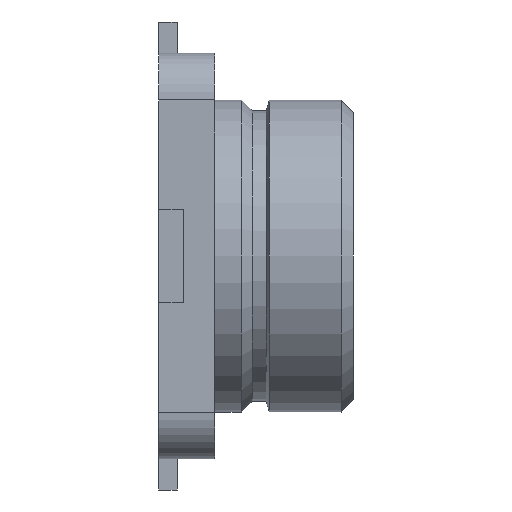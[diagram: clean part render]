
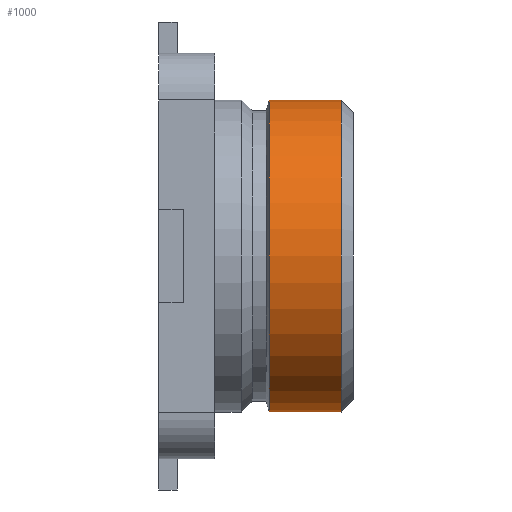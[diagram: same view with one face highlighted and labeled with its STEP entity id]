
A CAD part, front view. The second image highlights one B-rep face of the part: STEP entity #1000.
In plain terms, the highlighted cylindrical face has radius 1 mm (diameter 2 mm), a partial arc.
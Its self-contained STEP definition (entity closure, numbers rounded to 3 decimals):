
#95 = AXIS2_PLACEMENT_3D ( 'NONE', #743, #456, #1291 ) ;
#124 = AXIS2_PLACEMENT_3D ( 'NONE', #431, #580, #978 ) ;
#140 = DIRECTION ( 'NONE',  ( 0., 0., 1. ) ) ;
#286 = EDGE_CURVE ( 'NONE', #1492, #814, #1404, .T. ) ;
#399 = CIRCLE ( 'NONE', #879, 1. ) ;
#431 = CARTESIAN_POINT ( 'NONE',  ( -63.907, 17.681, 0. ) ) ;
#456 = DIRECTION ( 'NONE',  ( -1., 0., 0. ) ) ;
#462 = CYLINDRICAL_SURFACE ( 'NONE', #124, 1. ) ;
#530 = VERTEX_POINT ( 'NONE', #549 ) ;
#534 = CARTESIAN_POINT ( 'NONE',  ( -63.907, 17.681, 0. ) ) ;
#549 = CARTESIAN_POINT ( 'NONE',  ( -64.367, 17.681, -1. ) ) ;
#580 = DIRECTION ( 'NONE',  ( -1., 0., 0. ) ) ;
#638 = EDGE_LOOP ( 'NONE', ( #961, #1737, #1690, #832 ) ) ;
#681 = CARTESIAN_POINT ( 'NONE',  ( -63.907, 17.681, -1. ) ) ;
#691 = EDGE_CURVE ( 'NONE', #530, #814, #850, .T. ) ;
#708 = DIRECTION ( 'NONE',  ( -1., 0., 0. ) ) ;
#743 = CARTESIAN_POINT ( 'NONE',  ( -64.367, 17.681, 0. ) ) ;
#756 = VERTEX_POINT ( 'NONE', #1565 ) ;
#800 = VECTOR ( 'NONE', #708, 1000. ) ;
#814 = VERTEX_POINT ( 'NONE', #1622 ) ;
#832 = ORIENTED_EDGE ( 'NONE', *, *, #286, .F. ) ;
#850 = CIRCLE ( 'NONE', #95, 1. ) ;
#879 = AXIS2_PLACEMENT_3D ( 'NONE', #534, #1378, #140 ) ;
#912 = EDGE_CURVE ( 'NONE', #756, #1492, #399, .T. ) ;
#961 = ORIENTED_EDGE ( 'NONE', *, *, #912, .F. ) ;
#978 = DIRECTION ( 'NONE',  ( 0., 0., 1. ) ) ;
#1000 = ADVANCED_FACE ( 'NONE', ( #1547 ), #462, .F. ) ;
#1118 = VECTOR ( 'NONE', #1214, 1000. ) ;
#1214 = DIRECTION ( 'NONE',  ( -1., 0., 0. ) ) ;
#1223 = LINE ( 'NONE', #681, #1118 ) ;
#1291 = DIRECTION ( 'NONE',  ( 0., 0., -1. ) ) ;
#1318 = EDGE_CURVE ( 'NONE', #756, #530, #1223, .T. ) ;
#1378 = DIRECTION ( 'NONE',  ( -1., 0., 0. ) ) ;
#1404 = LINE ( 'NONE', #1550, #800 ) ;
#1492 = VERTEX_POINT ( 'NONE', #1635 ) ;
#1547 = FACE_OUTER_BOUND ( 'NONE', #638, .T. ) ;
#1550 = CARTESIAN_POINT ( 'NONE',  ( -63.907, 17.681, 1. ) ) ;
#1565 = CARTESIAN_POINT ( 'NONE',  ( -63.907, 17.681, -1. ) ) ;
#1622 = CARTESIAN_POINT ( 'NONE',  ( -64.367, 17.681, 1. ) ) ;
#1635 = CARTESIAN_POINT ( 'NONE',  ( -63.907, 17.681, 1. ) ) ;
#1690 = ORIENTED_EDGE ( 'NONE', *, *, #691, .T. ) ;
#1737 = ORIENTED_EDGE ( 'NONE', *, *, #1318, .T. ) ;
